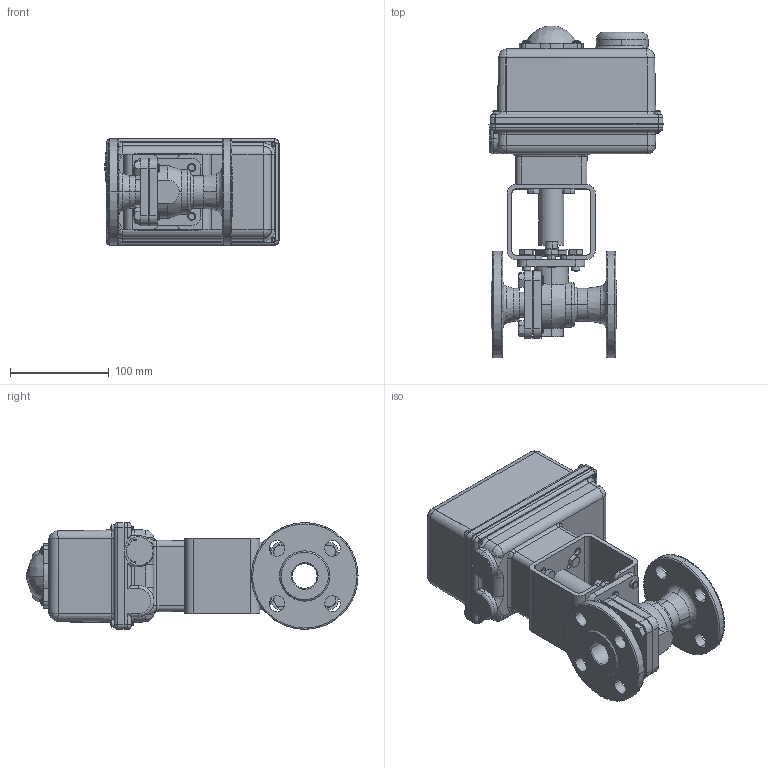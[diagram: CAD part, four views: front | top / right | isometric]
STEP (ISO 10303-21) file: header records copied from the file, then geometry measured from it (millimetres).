
FILE_DESCRIPTION (( 'STEP AP203' ), '1' );
FILE_NAME ('5801F-100_ER-2.STEP', '2017-11-27T20:29:35', ( '' ), ( '' ), 'SwSTEP 2.0', 'SolidWorks 2014', '' );
FILE_SCHEMA (( 'CONFIG_CONTROL_DESIGN' ));
Length unit declared in the file: inch
Products named in the file (1): 5801F-100_ER-2
Bounding box: 176.31 x 336.36 x 108.29 mm (x, y, z)
Surface area: 238172.4 mm2 (no closed solid volume)
Topology: 0 solids, 36 shells, 747 faces, 2448 edges, 1722 vertices
Faces by surface type: plane 254, cylinder 251, cone 132, bspline 110
Entity records: 43618 total; most frequent: CARTESIAN_POINT 23984, ORIENTED_EDGE 4066, DIRECTION 3579, EDGE_CURVE 2440, VERTEX_POINT 1722, AXIS2_PLACEMENT_3D 1342, LINE 895, VECTOR 895
